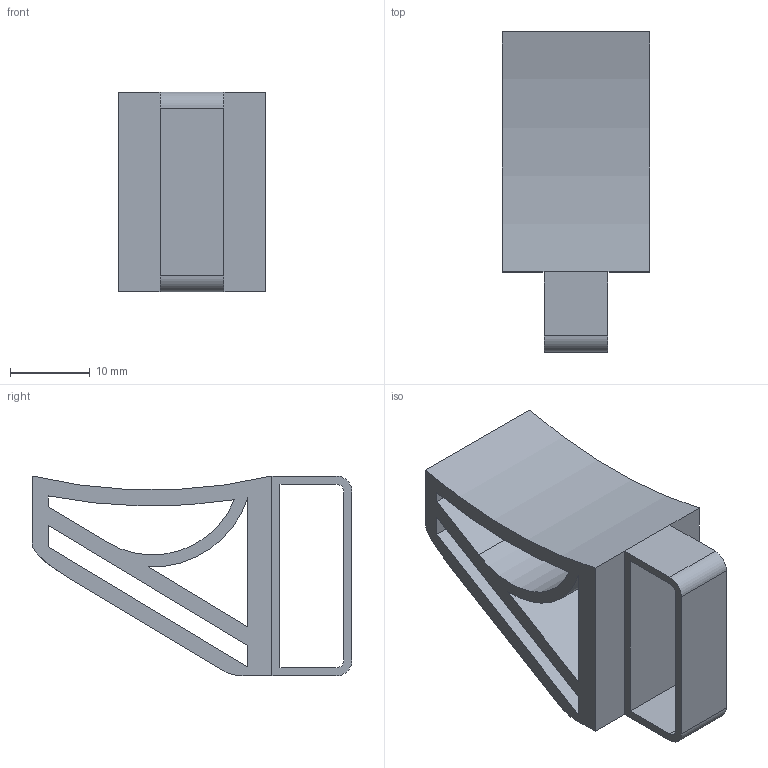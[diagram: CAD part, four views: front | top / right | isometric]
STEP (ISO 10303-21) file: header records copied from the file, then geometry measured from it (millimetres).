
FILE_DESCRIPTION (( 'STEP AP214' ), '1' );
FILE_NAME ('gripper.STEP', '2025-07-26T21:21:09', ( '' ), ( '' ), 'SwSTEP 2.0', 'SolidWorks 2023', '' );
FILE_SCHEMA (( 'AUTOMOTIVE_DESIGN' ));
Length unit declared in the file: millimetre
Products named in the file (1): gripper
Bounding box: 18.4 x 40 x 25 mm (x, y, z)
Volume: 5745.5 mm3; surface area: 6156.9 mm2
Topology: 1 solids, 1 shells, 33 faces, 91 edges, 60 vertices
Faces by surface type: plane 23, cylinder 9, bspline 1
Entity records: 1136 total; most frequent: CARTESIAN_POINT 247, ORIENTED_EDGE 182, DIRECTION 171, EDGE_CURVE 91, LINE 69, VECTOR 69, VERTEX_POINT 60, AXIS2_PLACEMENT_3D 51
